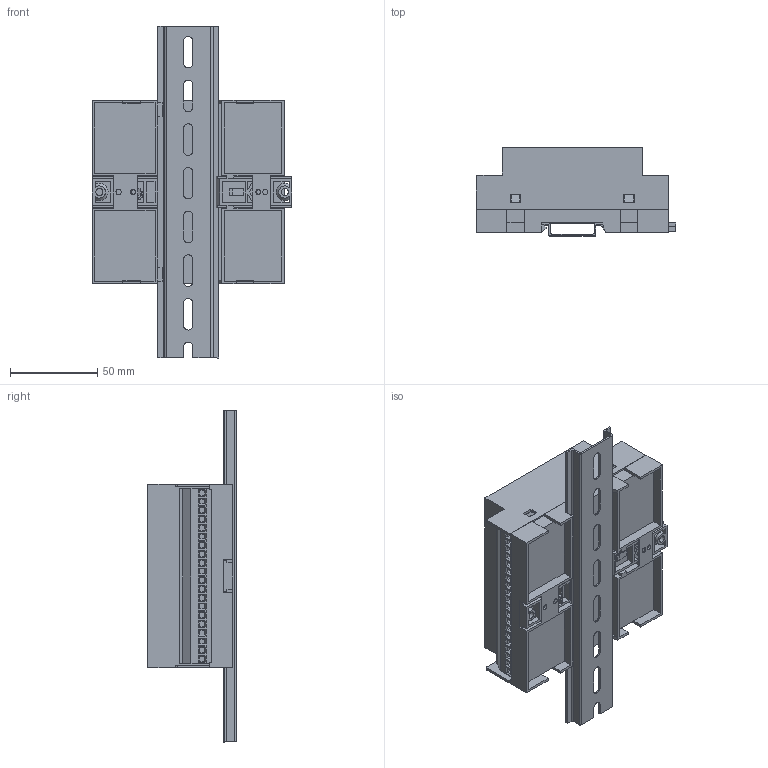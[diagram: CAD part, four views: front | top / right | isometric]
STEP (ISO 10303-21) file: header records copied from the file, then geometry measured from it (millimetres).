
FILE_DESCRIPTION (( 'STEP AP214' ), '1' );
FILE_NAME ('CES-105-02.STEP', '2022-01-24T10:36:53', ( '' ), ( '' ), 'SwSTEP 2.0', 'SolidWorks 2017', '' );
FILE_SCHEMA (( 'AUTOMOTIVE_DESIGN' ));
Length unit declared in the file: millimetre
Products named in the file (19): Clip-Small; Euro fixed Terminal-20Way; Rail-35-190mm; BasePCB-CESP-105-01; Clip-Big; Body-105; TopCover-CESC-105; Screw-small; CES-105-02
Assembly tree (10 placements, depth 2):
  Clip-Small
  Rail-35-190mm
  Euro fixed Terminal-20Way
  Body-105
  TopCover-CESC-105
Bounding box: 114.3 x 50.55 x 190 mm (x, y, z)
Volume: 115337.4 mm3; surface area: 145197.8 mm2
Topology: 10 solids, 10 shells, 1362 faces, 3642 edges, 2410 vertices
Faces by surface type: plane 1060, cylinder 276, cone 20, torus 6
Entity records: 31867 total; most frequent: CARTESIAN_POINT 5591, ORIENTED_EDGE 5406, DIRECTION 5145, EDGE_CURVE 2703, LINE 2199, VECTOR 2199, VERTEX_POINT 1787, AXIS2_PLACEMENT_3D 1473
